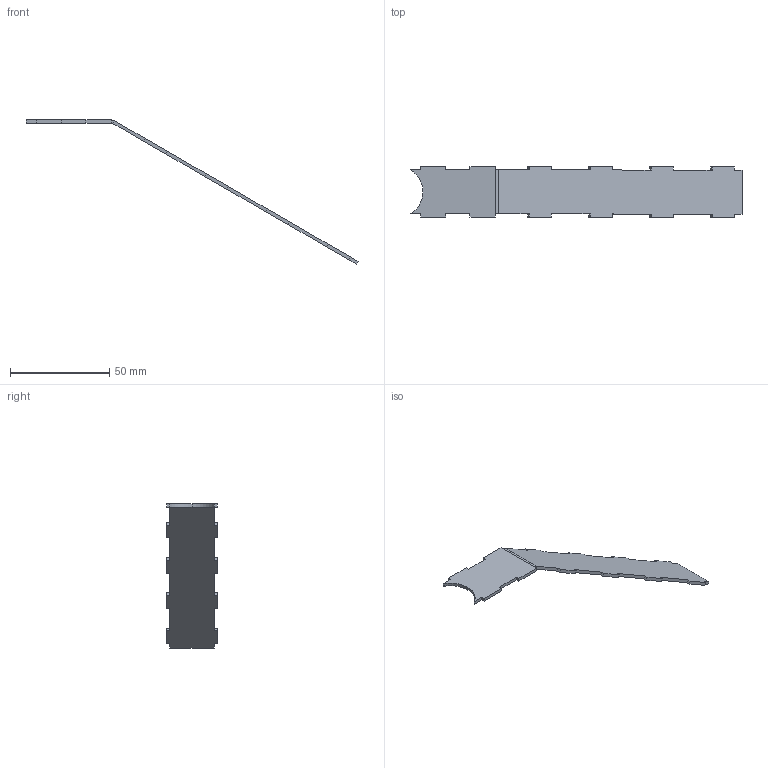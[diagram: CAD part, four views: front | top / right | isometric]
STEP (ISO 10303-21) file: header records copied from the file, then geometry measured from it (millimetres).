
FILE_DESCRIPTION (( 'STEP AP203' ), '1' );
FILE_NAME ('A-Arm_Inside Support Bent_Default_sldprt.STEP', '2023-01-20T01:39:45', ( '' ), ( '' ), 'SwSTEP 2.0', 'SolidWorks 2022', '' );
FILE_SCHEMA (( 'CONFIG_CONTROL_DESIGN' ));
Length unit declared in the file: inch
Products named in the file (1): A-Arm_Inside Support Bent_Default_sldprt
Bounding box: 167.67 x 25.4 x 72.81 mm (x, y, z)
Volume: 6798.3 mm3; surface area: 9295.3 mm2
Topology: 1 solids, 1 shells, 63 faces, 175 edges, 114 vertices
Faces by surface type: plane 59, cylinder 4
Entity records: 2052 total; most frequent: CARTESIAN_POINT 353, ORIENTED_EDGE 350, DIRECTION 311, EDGE_CURVE 175, VECTOR 167, LINE 167, VERTEX_POINT 114, AXIS2_PLACEMENT_3D 72
